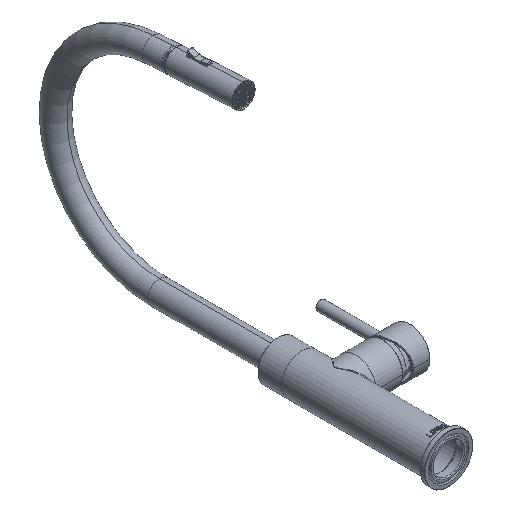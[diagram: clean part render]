
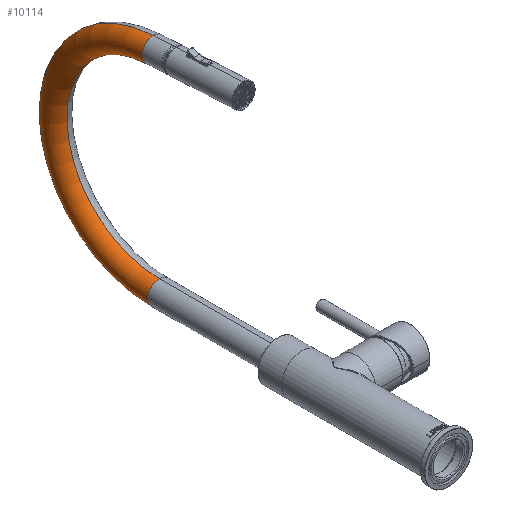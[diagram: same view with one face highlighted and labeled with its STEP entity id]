
A CAD part, isometric view. The second image highlights one B-rep face of the part: STEP entity #10114.
In plain terms, the highlighted toroidal (fillet/blend) face has major radius 107.98 mm and minor radius 12 mm.
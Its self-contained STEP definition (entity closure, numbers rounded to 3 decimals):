
#9850=CARTESIAN_POINT('',(107.98,122.02,
0.));
#9851=DIRECTION('',(0.,0.,-1.));
#9852=DIRECTION('',(-1.,0.,0.));
#9853=AXIS2_PLACEMENT_3D('',#9850,#9851,#9852);
#9860=CARTESIAN_POINT('',(0.,122.02,
0.));
#9861=DIRECTION('',(0.,-1.,0.));
#9862=DIRECTION('',(1.,0.,0.));
#9863=AXIS2_PLACEMENT_3D('',#9860,#9861,#9862);
#9865=CARTESIAN_POINT('',(107.98,122.02,0.));
#9866=DIRECTION('',(0.,0.,-1.));
#9867=DIRECTION('',(-1.,0.,0.));
#9868=AXIS2_PLACEMENT_3D('',#9865,#9866,#9867);
#9870=CARTESIAN_POINT('',(215.812,127.671,0.));
#9871=DIRECTION('',(0.052,-0.999,0.));
#9872=DIRECTION('',(0.999,0.052,0.));
#9873=AXIS2_PLACEMENT_3D('',#9870,#9871,#9872);
#10005=CARTESIAN_POINT('',(-11.999,122.02,
0.));
#10006=VERTEX_POINT('',#10005);
#10007=CARTESIAN_POINT('',(12.,122.02,
0.));
#10008=VERTEX_POINT('',#10007);
#10009=CARTESIAN_POINT('',(203.828,127.043,
0.));
#10010=VERTEX_POINT('',#10009);
#10011=CARTESIAN_POINT('',(227.795,128.299,
0.));
#10012=VERTEX_POINT('',#10011);
#10102=CARTESIAN_POINT('',(107.98,122.02,
0.));
#10103=DIRECTION('',(0.,0.,-1.));
#10104=DIRECTION('',(-1.,0.,
0.));
#10105=AXIS2_PLACEMENT_3D('',#10102,#10103,#10104);
#10106=TOROIDAL_SURFACE('',#10105,107.98,12.);
#10107=ORIENTED_EDGE('',*,*,#10067,.T.);
#10108=ORIENTED_EDGE('',*,*,#10097,.T.);
#10110=ORIENTED_EDGE('',*,*,#10109,.T.);
#10111=ORIENTED_EDGE('',*,*,#10093,.F.);
#10112=EDGE_LOOP('',(#10107,#10108,#10110,#10111));
#10113=FACE_OUTER_BOUND('',#10112,.F.);
#10114=ADVANCED_FACE('',(#10113),#10106,.T.);
#9854=CIRCLE('',#9853,95.98);
#9864=CIRCLE('',#9863,12.);
#9869=CIRCLE('',#9868,119.98);
#9874=CIRCLE('',#9873,12.);
#10067=EDGE_CURVE('',#10008,#10006,#9864,.T.);
#10093=EDGE_CURVE('',#10008,#10010,#9854,.T.);
#10097=EDGE_CURVE('',#10006,#10012,#9869,.T.);
#10109=EDGE_CURVE('',#10012,#10010,#9874,.T.);
